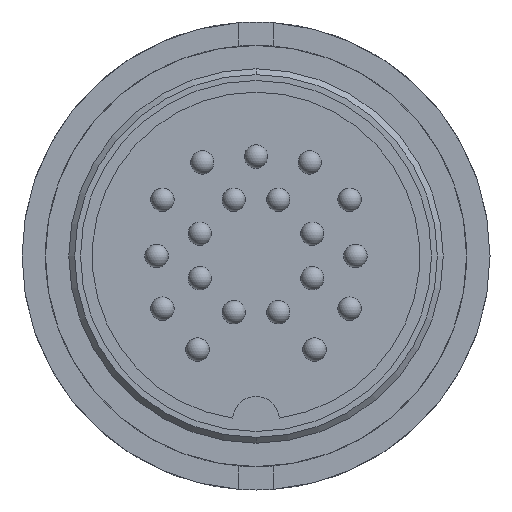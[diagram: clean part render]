
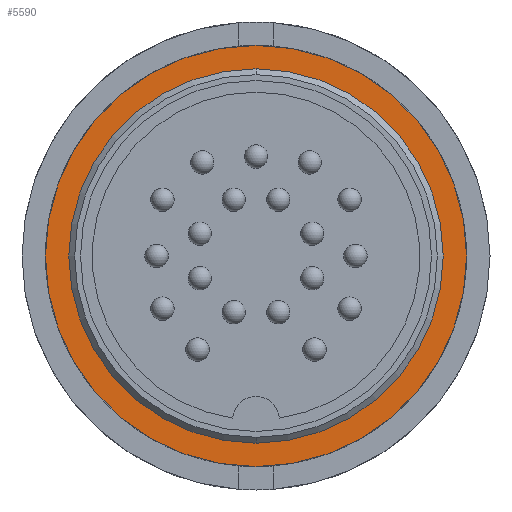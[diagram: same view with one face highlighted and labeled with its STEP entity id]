
A CAD part, front view. The second image highlights one B-rep face of the part: STEP entity #5590.
In plain terms, the highlighted planar face has unit normal (0, -1, 0).
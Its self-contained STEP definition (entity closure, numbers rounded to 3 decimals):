
#251=CARTESIAN_POINT('',(0.0,-8.5,9.));
#252=VERTEX_POINT('',#251);
#261=CARTESIAN_POINT('',(0.,-8.5,-9.));
#262=VERTEX_POINT('',#261);
#263=CARTESIAN_POINT('',(0.0,-8.5,0.));
#264=DIRECTION('',(0.0,1.0,0.0));
#265=DIRECTION('',(0.0,0.0,1.0));
#266=AXIS2_PLACEMENT_3D('',#263,#264,#265);
#267=CIRCLE('',#266,9.);
#268=EDGE_CURVE('',#252,#262,#267,.T.);
#329=CARTESIAN_POINT('',(0.0,-8.5,8.0));
#330=VERTEX_POINT('',#329);
#346=CARTESIAN_POINT('',(0.,-8.5,-8.0));
#347=VERTEX_POINT('',#346);
#354=CARTESIAN_POINT('',(0.0,-8.5,0.));
#355=DIRECTION('',(0.0,1.0,0.0));
#356=DIRECTION('',(0.0,0.0,1.0));
#357=AXIS2_PLACEMENT_3D('',#354,#355,#356);
#358=CIRCLE('',#357,8.0);
#359=EDGE_CURVE('',#330,#347,#358,.T.);
#5559=CARTESIAN_POINT('',(0.0,-8.5,0.));
#5560=DIRECTION('',(0.0,1.0,0.0));
#5561=DIRECTION('',(0.0,0.0,1.0));
#5562=AXIS2_PLACEMENT_3D('',#5559,#5560,#5561);
#5563=CIRCLE('',#5562,8.0);
#5564=EDGE_CURVE('',#347,#330,#5563,.T.);
#5571=CARTESIAN_POINT('',(0.0,-8.5,8.5));
#5572=DIRECTION('',(0.0,-1.0,0.0));
#5573=DIRECTION('',(0.0,0.0,-1.0));
#5574=AXIS2_PLACEMENT_3D('',#5571,#5572,#5573);
#5575=PLANE('',#5574);
#5576=ORIENTED_EDGE('',*,*,#268,.F.);
#5577=CARTESIAN_POINT('',(0.0,-8.5,0.));
#5578=DIRECTION('',(0.0,1.0,0.0));
#5579=DIRECTION('',(0.0,0.0,1.0));
#5580=AXIS2_PLACEMENT_3D('',#5577,#5578,#5579);
#5581=CIRCLE('',#5580,9.);
#5582=EDGE_CURVE('',#262,#252,#5581,.T.);
#5583=ORIENTED_EDGE('',*,*,#5582,.F.);
#5584=EDGE_LOOP('',(#5576,#5583));
#5585=FACE_OUTER_BOUND('',#5584,.T.);
#5586=ORIENTED_EDGE('',*,*,#359,.T.);
#5587=ORIENTED_EDGE('',*,*,#5564,.T.);
#5588=EDGE_LOOP('',(#5586,#5587));
#5589=FACE_BOUND('',#5588,.T.);
#5590=ADVANCED_FACE('',(#5585,#5589),#5575,.T.);
